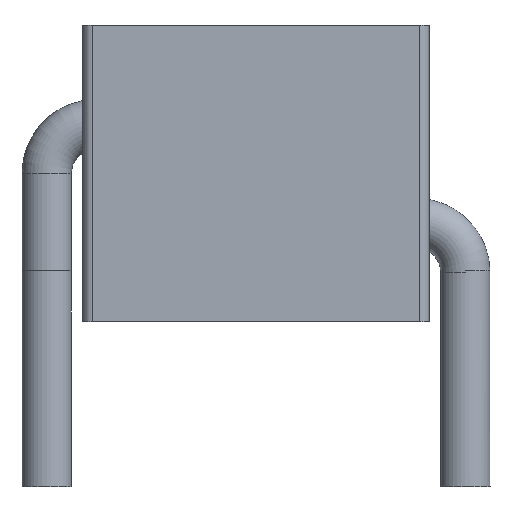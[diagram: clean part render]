
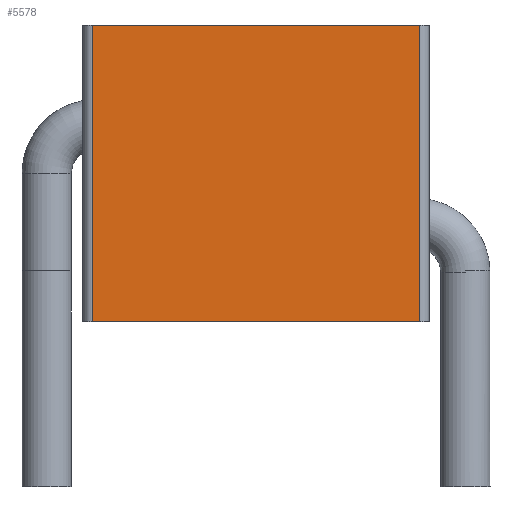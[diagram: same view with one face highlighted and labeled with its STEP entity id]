
A CAD part, front view. The second image highlights one B-rep face of the part: STEP entity #5578.
In plain terms, the highlighted planar face has unit normal (0, -1, 0).
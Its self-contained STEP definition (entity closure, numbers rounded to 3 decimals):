
#413=LINE('',#7805,#881);
#415=LINE('',#7811,#883);
#533=LINE('',#8731,#1001);
#534=LINE('',#8733,#1002);
#881=VECTOR('',#6421,1000.);
#883=VECTOR('',#6427,1000.);
#1001=VECTOR('',#6635,1000.);
#1002=VECTOR('',#6638,1000.);
#1898=ORIENTED_EDGE('',*,*,#2674,.F.);
#1899=ORIENTED_EDGE('',*,*,#2514,.T.);
#1900=ORIENTED_EDGE('',*,*,#2511,.F.);
#1901=ORIENTED_EDGE('',*,*,#2673,.T.);
#2511=EDGE_CURVE('',#2962,#2963,#413,.T.);
#2514=EDGE_CURVE('',#2965,#2963,#415,.F.);
#2673=EDGE_CURVE('',#2962,#3081,#533,.T.);
#2674=EDGE_CURVE('',#2965,#3081,#534,.T.);
#2962=VERTEX_POINT('',#7804);
#2963=VERTEX_POINT('',#7806);
#2965=VERTEX_POINT('',#7812);
#3081=VERTEX_POINT('',#8730);
#3347=EDGE_LOOP('',(#1898,#1899,#1900,#1901));
#3609=FACE_BOUND('',#3347,.T.);
#3815=PLANE('',#5810);
#5578=ADVANCED_FACE('',(#3609),#3815,.T.);
#5810=AXIS2_PLACEMENT_3D('',#8732,#6636,#6637);
#6421=DIRECTION('',(-1.,0.,0.));
#6427=DIRECTION('',(0.,0.,1.));
#6635=DIRECTION('',(0.,0.,1.));
#6636=DIRECTION('',(0.,-1.,0.));
#6637=DIRECTION('',(0.,0.,-1.));
#6638=DIRECTION('',(1.,0.,0.));
#7804=CARTESIAN_POINT('',(4.95,-5.25,-1.5));
#7805=CARTESIAN_POINT('',(5.25,-5.25,-1.5));
#7806=CARTESIAN_POINT('',(-4.95,-5.25,-1.5));
#7811=CARTESIAN_POINT('',(-4.95,-5.25,-1.5));
#7812=CARTESIAN_POINT('',(-4.95,-5.25,7.5));
#8730=CARTESIAN_POINT('',(4.95,-5.25,7.5));
#8731=CARTESIAN_POINT('',(4.95,-5.25,7.5));
#8732=CARTESIAN_POINT('',(-5.25,-5.25,0.));
#8733=CARTESIAN_POINT('',(-5.25,-5.25,7.5));
